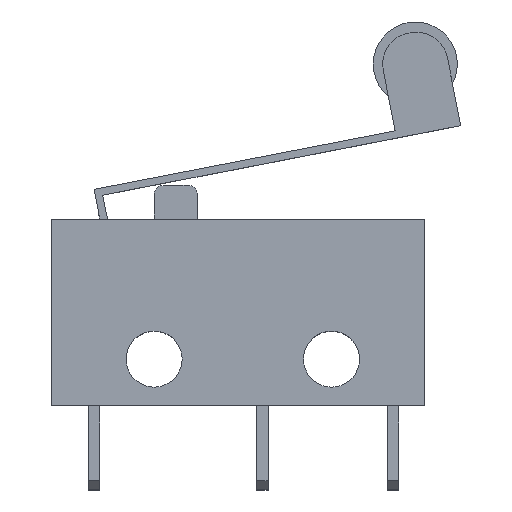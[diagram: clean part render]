
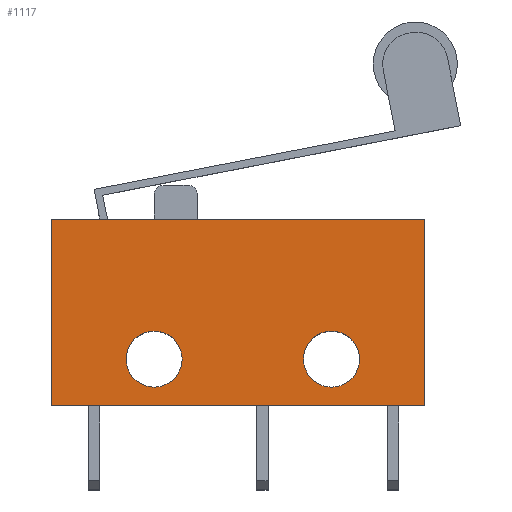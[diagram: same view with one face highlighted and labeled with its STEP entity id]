
A CAD part, top view. The second image highlights one B-rep face of the part: STEP entity #1117.
In plain terms, the highlighted planar face has unit normal (0, 0, 1).
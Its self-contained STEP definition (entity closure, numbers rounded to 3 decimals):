
#18=FACE_BOUND('',#156,.T.);
#19=FACE_BOUND('',#157,.T.);
#37=PLANE('',#1205);
#91=FACE_OUTER_BOUND('',#155,.T.);
#155=EDGE_LOOP('',(#810,#811,#812,#813));
#156=EDGE_LOOP('',(#814));
#157=EDGE_LOOP('',(#815));
#220=LINE('',#1609,#346);
#240=LINE('',#1651,#366);
#255=LINE('',#1679,#381);
#257=LINE('',#1682,#383);
#346=VECTOR('',#1320,1000.);
#366=VECTOR('',#1344,1000.);
#381=VECTOR('',#1361,1000.);
#383=VECTOR('',#1365,1000.);
#473=CIRCLE('',#1196,1.5);
#475=CIRCLE('',#1199,1.5);
#499=VERTEX_POINT('',#1593);
#501=VERTEX_POINT('',#1599);
#504=VERTEX_POINT('',#1606);
#505=VERTEX_POINT('',#1608);
#524=VERTEX_POINT('',#1648);
#525=VERTEX_POINT('',#1650);
#604=EDGE_CURVE('',#499,#499,#473,.T.);
#607=EDGE_CURVE('',#501,#501,#475,.T.);
#610=EDGE_CURVE('',#505,#504,#220,.T.);
#630=EDGE_CURVE('',#525,#524,#240,.T.);
#645=EDGE_CURVE('',#524,#505,#255,.T.);
#647=EDGE_CURVE('',#504,#525,#257,.T.);
#810=ORIENTED_EDGE('',*,*,#645,.T.);
#811=ORIENTED_EDGE('',*,*,#610,.T.);
#812=ORIENTED_EDGE('',*,*,#647,.T.);
#813=ORIENTED_EDGE('',*,*,#630,.T.);
#814=ORIENTED_EDGE('',*,*,#604,.F.);
#815=ORIENTED_EDGE('',*,*,#607,.F.);
#1117=ADVANCED_FACE('',(#91,#18,#19),#37,.F.);
#1196=AXIS2_PLACEMENT_3D('',#1595,#1307,#1308);
#1199=AXIS2_PLACEMENT_3D('',#1601,#1314,#1315);
#1205=AXIS2_PLACEMENT_3D('',#1683,#1366,#1367);
#1307=DIRECTION('center_axis',(0.,0.,1.));
#1308=DIRECTION('ref_axis',(1.,0.,0.));
#1314=DIRECTION('center_axis',(0.,0.,1.));
#1315=DIRECTION('ref_axis',(1.,0.,0.));
#1320=DIRECTION('',(-1.,0.,0.));
#1344=DIRECTION('',(1.,0.,0.));
#1361=DIRECTION('',(0.,1.,0.));
#1365=DIRECTION('',(0.,-1.,0.));
#1366=DIRECTION('center_axis',(0.,0.,-1.));
#1367=DIRECTION('ref_axis',(-1.,0.,0.));
#1593=CARTESIAN_POINT('',(-6.,-2.5,6.));
#1595=CARTESIAN_POINT('Origin',(-4.5,-2.5,6.));
#1599=CARTESIAN_POINT('',(3.5,-2.5,6.));
#1601=CARTESIAN_POINT('Origin',(5.,-2.5,6.));
#1606=CARTESIAN_POINT('',(-10.,5.,6.));
#1608=CARTESIAN_POINT('',(10.,5.,6.));
#1609=CARTESIAN_POINT('',(-10.,5.,6.));
#1648=CARTESIAN_POINT('',(10.,-5.,6.));
#1650=CARTESIAN_POINT('',(-10.,-5.,6.));
#1651=CARTESIAN_POINT('',(-10.,-5.,6.));
#1679=CARTESIAN_POINT('',(10.,-5.,6.));
#1682=CARTESIAN_POINT('',(-10.,-5.,6.));
#1683=CARTESIAN_POINT('Origin',(0.,0.,6.));
